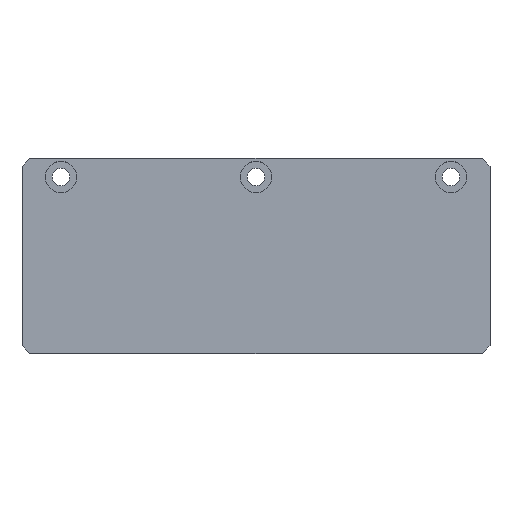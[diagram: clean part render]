
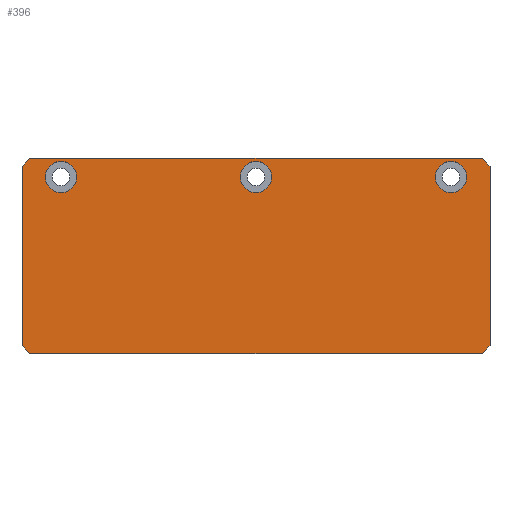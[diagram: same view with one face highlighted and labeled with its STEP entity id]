
A CAD part, top view. The second image highlights one B-rep face of the part: STEP entity #396.
In plain terms, the highlighted planar face has unit normal (0, 0, 1).
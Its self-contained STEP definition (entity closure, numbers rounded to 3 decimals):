
#89=FACE_BOUND('',#148,.T.);
#90=FACE_BOUND('',#149,.T.);
#91=FACE_BOUND('',#150,.T.);
#97=CIRCLE('',#433,4.);
#100=CIRCLE('',#439,4.);
#103=CIRCLE('',#445,4.);
#122=FACE_OUTER_BOUND('',#147,.T.);
#147=EDGE_LOOP('',(#354,#355,#356,#357,#358,#359,#360,#361));
#148=EDGE_LOOP('',(#362));
#149=EDGE_LOOP('',(#363));
#150=EDGE_LOOP('',(#364));
#153=LINE('',#601,#183);
#162=LINE('',#625,#192);
#164=LINE('',#629,#194);
#166=LINE('',#634,#196);
#169=LINE('',#639,#199);
#177=LINE('',#676,#207);
#179=LINE('',#679,#209);
#180=LINE('',#681,#210);
#183=VECTOR('',#473,10.);
#192=VECTOR('',#492,10.);
#194=VECTOR('',#496,10.);
#196=VECTOR('',#500,10.);
#199=VECTOR('',#505,10.);
#207=VECTOR('',#551,10.);
#209=VECTOR('',#555,10.);
#210=VECTOR('',#558,10.);
#213=VERTEX_POINT('',#598);
#214=VERTEX_POINT('',#600);
#224=VERTEX_POINT('',#624);
#225=VERTEX_POINT('',#628);
#226=VERTEX_POINT('',#632);
#227=VERTEX_POINT('',#633);
#228=VERTEX_POINT('',#638);
#231=VERTEX_POINT('',#647);
#234=VERTEX_POINT('',#658);
#237=VERTEX_POINT('',#669);
#238=VERTEX_POINT('',#675);
#241=EDGE_CURVE('',#213,#214,#153,.T.);
#253=EDGE_CURVE('',#224,#214,#162,.T.);
#255=EDGE_CURVE('',#224,#225,#164,.T.);
#257=EDGE_CURVE('',#226,#227,#166,.T.);
#260=EDGE_CURVE('',#228,#227,#169,.T.);
#264=EDGE_CURVE('',#231,#231,#97,.T.);
#269=EDGE_CURVE('',#234,#234,#100,.T.);
#274=EDGE_CURVE('',#237,#237,#103,.T.);
#277=EDGE_CURVE('',#228,#238,#177,.T.);
#279=EDGE_CURVE('',#226,#225,#179,.T.);
#280=EDGE_CURVE('',#213,#238,#180,.T.);
#354=ORIENTED_EDGE('',*,*,#241,.F.);
#355=ORIENTED_EDGE('',*,*,#280,.T.);
#356=ORIENTED_EDGE('',*,*,#277,.F.);
#357=ORIENTED_EDGE('',*,*,#260,.T.);
#358=ORIENTED_EDGE('',*,*,#257,.F.);
#359=ORIENTED_EDGE('',*,*,#279,.T.);
#360=ORIENTED_EDGE('',*,*,#255,.F.);
#361=ORIENTED_EDGE('',*,*,#253,.T.);
#362=ORIENTED_EDGE('',*,*,#264,.T.);
#363=ORIENTED_EDGE('',*,*,#269,.T.);
#364=ORIENTED_EDGE('',*,*,#274,.T.);
#377=PLANE('',#450);
#396=ADVANCED_FACE('',(#122,#89,#90,#91),#377,.T.);
#433=AXIS2_PLACEMENT_3D('',#648,#515,#516);
#439=AXIS2_PLACEMENT_3D('',#659,#529,#530);
#445=AXIS2_PLACEMENT_3D('',#670,#543,#544);
#450=AXIS2_PLACEMENT_3D('',#682,#559,#560);
#473=DIRECTION('',(-0.707,0.707,0.));
#492=DIRECTION('',(0.,-1.,0.));
#496=DIRECTION('',(0.707,0.707,0.));
#500=DIRECTION('',(0.707,-0.707,0.));
#505=DIRECTION('',(0.,1.,0.));
#515=DIRECTION('center_axis',(0.,0.,-1.));
#516=DIRECTION('ref_axis',(1.,0.,0.));
#529=DIRECTION('center_axis',(0.,0.,-1.));
#530=DIRECTION('ref_axis',(1.,0.,0.));
#543=DIRECTION('center_axis',(0.,0.,-1.));
#544=DIRECTION('ref_axis',(1.,0.,0.));
#551=DIRECTION('',(-0.707,-0.707,0.));
#555=DIRECTION('',(-1.,0.,0.));
#558=DIRECTION('',(1.,0.,0.));
#559=DIRECTION('center_axis',(0.,0.,1.));
#560=DIRECTION('ref_axis',(1.,0.,0.));
#598=CARTESIAN_POINT('',(-58.,-25.,4.75));
#600=CARTESIAN_POINT('',(-60.,-23.,4.75));
#601=CARTESIAN_POINT('',(-50.25,-32.75,4.75));
#624=CARTESIAN_POINT('',(-60.,23.,4.75));
#625=CARTESIAN_POINT('',(-60.,25.,4.75));
#628=CARTESIAN_POINT('',(-58.,25.,4.75));
#629=CARTESIAN_POINT('',(-50.25,32.75,4.75));
#632=CARTESIAN_POINT('',(58.,25.,4.75));
#633=CARTESIAN_POINT('',(60.,23.,4.75));
#634=CARTESIAN_POINT('',(50.25,32.75,4.75));
#638=CARTESIAN_POINT('',(60.,-23.,4.75));
#639=CARTESIAN_POINT('',(60.,-25.,4.75));
#647=CARTESIAN_POINT('',(-54.,20.25,4.75));
#648=CARTESIAN_POINT('Origin',(-50.,20.25,4.75));
#658=CARTESIAN_POINT('',(-4.,20.25,4.75));
#659=CARTESIAN_POINT('Origin',(0.,20.25,4.75));
#669=CARTESIAN_POINT('',(46.,20.25,4.75));
#670=CARTESIAN_POINT('Origin',(50.,20.25,4.75));
#675=CARTESIAN_POINT('',(58.,-25.,4.75));
#676=CARTESIAN_POINT('',(50.25,-32.75,4.75));
#679=CARTESIAN_POINT('',(60.,25.,4.75));
#681=CARTESIAN_POINT('',(-60.,-25.,4.75));
#682=CARTESIAN_POINT('Origin',(0.,0.,4.75));
